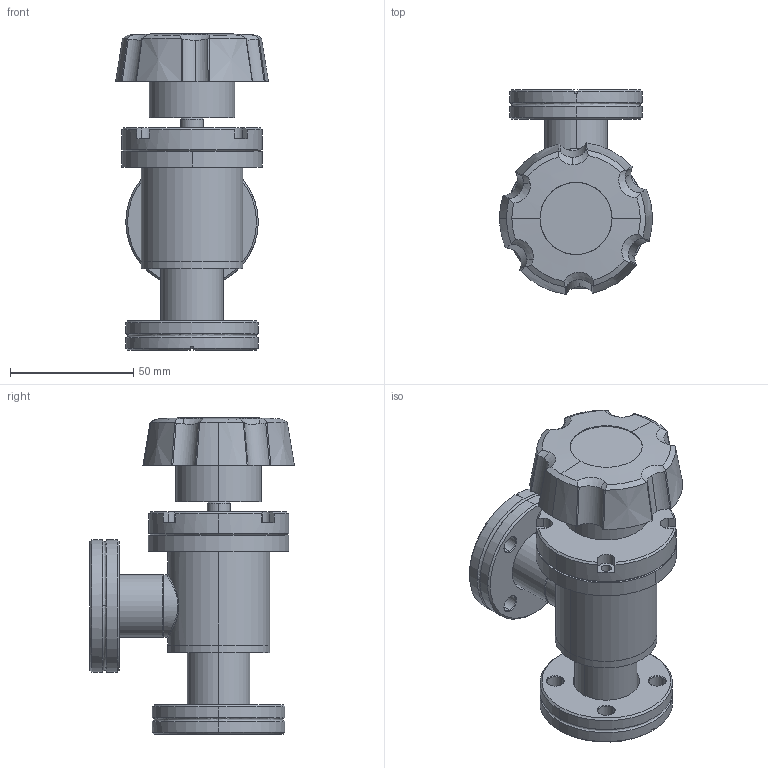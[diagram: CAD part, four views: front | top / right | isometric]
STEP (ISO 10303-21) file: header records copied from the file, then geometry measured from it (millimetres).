
FILE_DESCRIPTION (( 'STEP AP214' ), '1' );
FILE_NAME ('A-100-H-CF_ANGLE_VALVE_RIGHT_ANGLE_VITON_BONNET_MANUAL.STEP', '2020-03-20T00:39:00', ( 'admin' ), ( 'Microsoft' ), 'SwSTEP 2.0', 'SolidWorks 2016', '' );
FILE_SCHEMA (( 'AUTOMOTIVE_DESIGN' ));
Length unit declared in the file: inch
Products named in the file (1): A-100-H-CF_ANGLE_VALVE_RIGHT_ANGLE_VITON_BONNET_MANUAL
Bounding box: 61.93 x 82.94 x 128.25 mm (x, y, z)
Volume: 124201.9 mm3; surface area: 79538.5 mm2
Topology: 14 solids, 14 shells, 424 faces, 1073 edges, 696 vertices
Faces by surface type: cylinder 162, cone 123, plane 112, bspline 26, sphere 1
Entity records: 15583 total; most frequent: CARTESIAN_POINT 5172, ORIENTED_EDGE 2146, DIRECTION 2127, EDGE_CURVE 1073, AXIS2_PLACEMENT_3D 872, VERTEX_POINT 696, EDGE_LOOP 501, CIRCLE 473
